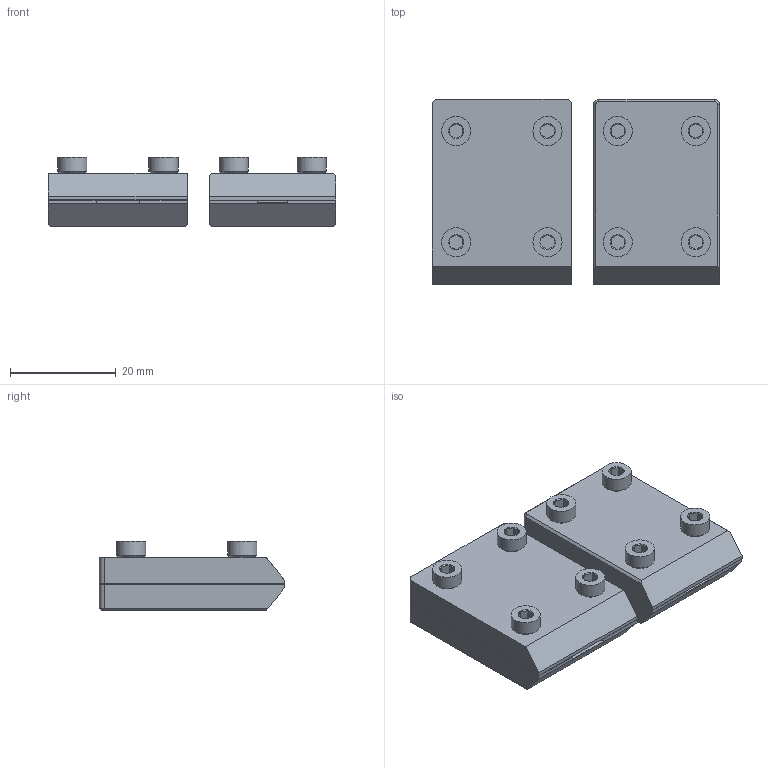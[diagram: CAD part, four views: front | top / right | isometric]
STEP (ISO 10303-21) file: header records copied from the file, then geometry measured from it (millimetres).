
FILE_DESCRIPTION(/* description */ ('','CAx-IF Rec.Pracs.---Representation and Presentation of Product Manufacturing Information (PMI)---4.0---2014-10-13'),/* implementation_level */ '2;1');
FILE_NAME(/* name */ 'Blade Jigs v5.step',/* time_stamp */ '2025-02-26T17:41:43-05:00',/* author */ (''),/* organization */ (''),/* preprocessor_version */ 'ST-DEVELOPER v20',/* originating_system */ 'Autodesk Translation Framework v13.20.0.188',/* authorisation */ '');
FILE_SCHEMA (('AP242_MANAGED_MODEL_BASED_3D_ENGINEERING_MIM_LF { 1 0 10303 442 1 1 4 }'));
Length unit declared in the file: millimetre
Products named in the file (12): Blade Jigs; #12465; #12466; #12467; Hardware (1); Hardware; OLFA; OLFA Bottom; OLFA Top; Hardware_1; (Unsaved); M3x12 SHCS
Assembly tree (25 placements, depth 4):
  Blade Jigs
    #12465
      #12466
      #12467
      Hardware (1)
      Hardware
        M3x12 SHCS  x4
        (Unsaved)  x4
    OLFA
      OLFA Bottom
      OLFA Top
      Hardware_1
        M3x12 SHCS  x4
        (Unsaved)  x4
Bounding box: 54.25 x 35.02 x 13.08 mm (x, y, z)
Volume: 16880.8 mm3; surface area: 12357.2 mm2
Topology: 20 solids, 20 shells, 1275 faces, 3413 edges, 2226 vertices
Faces by surface type: bspline 624, cylinder 280, cone 198, plane 173
Full cylindrical faces by diameter (mm): 2.9 x8, 3 x8, 3.2 x8, 4.1 x8, 4.25 x16, 4.7 x8, 5.5 x8
Entity records: 12484 total; most frequent: CARTESIAN_POINT 6680, ORIENTED_EDGE 1212, DIRECTION 1027, EDGE_CURVE 606, AXIS2_PLACEMENT_3D 405, VERTEX_POINT 392, EDGE_LOOP 272, FACE_OUTER_BOUND 232
